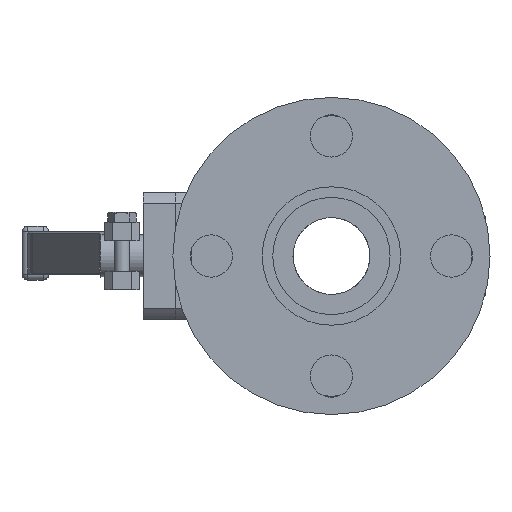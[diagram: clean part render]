
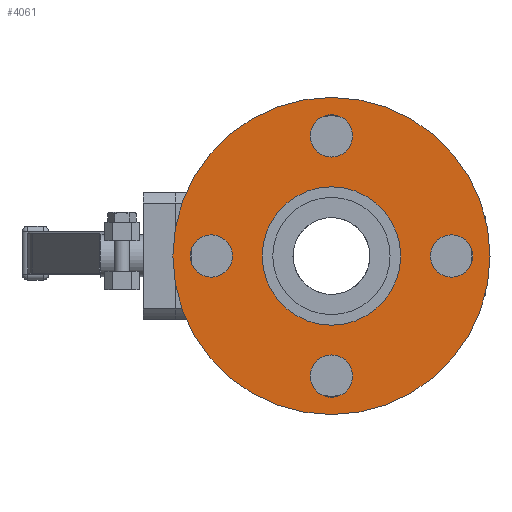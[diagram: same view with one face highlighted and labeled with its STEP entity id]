
A CAD part, left-side view. The second image highlights one B-rep face of the part: STEP entity #4061.
In plain terms, the highlighted planar face has unit normal (-1, 0, 0).
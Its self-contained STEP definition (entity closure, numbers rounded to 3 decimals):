
#4061=ADVANCED_FACE('',(#8405,#8407,#8409,#8411,#8413,#8415),#8417,.T.);
#8405=FACE_BOUND('',#8406,.T.);
#8406=EDGE_LOOP('',(#11444));
#8407=FACE_BOUND('',#8408,.T.);
#8408=EDGE_LOOP('',(#11445));
#8409=FACE_BOUND('',#8410,.T.);
#8410=EDGE_LOOP('',(#11446));
#8411=FACE_BOUND('',#8412,.T.);
#8412=EDGE_LOOP('',(#11447));
#8413=FACE_BOUND('',#8414,.T.);
#8414=EDGE_LOOP('',(#11448));
#8415=FACE_BOUND('',#8416,.T.);
#8416=EDGE_LOOP('',(#11449));
#8417=PLANE('',#8418);
#8418=AXIS2_PLACEMENT_3D('',#8419,#8420,#8421);
#8419=CARTESIAN_POINT('',(-40.5,0.,0.));
#8420=DIRECTION('',(-1.,0.,-0.));
#8421=DIRECTION('',(0.,1.,0.));
#11444=ORIENTED_EDGE('',*,*,#12744,.F.);
#11445=ORIENTED_EDGE('',*,*,#12745,.T.);
#11446=ORIENTED_EDGE('',*,*,#12746,.T.);
#11447=ORIENTED_EDGE('',*,*,#12747,.T.);
#11448=ORIENTED_EDGE('',*,*,#12748,.T.);
#11449=ORIENTED_EDGE('',*,*,#12749,.T.);
#12744=EDGE_CURVE('',#13595,#13595,#13596,.T.);
#12745=EDGE_CURVE('',#13597,#13597,#13598,.F.);
#12746=EDGE_CURVE('',#13599,#13599,#13600,.F.);
#12747=EDGE_CURVE('',#13601,#13601,#13602,.F.);
#12748=EDGE_CURVE('',#13603,#13603,#13604,.F.);
#12749=EDGE_CURVE('',#13605,#13605,#13606,.T.);
#13595=VERTEX_POINT('',#16869);
#13596=CIRCLE('',#16870,82.5);
#13597=VERTEX_POINT('',#16874);
#13598=CIRCLE('',#16875,11.);
#13599=VERTEX_POINT('',#16879);
#13600=CIRCLE('',#16880,11.);
#13601=VERTEX_POINT('',#16884);
#13602=CIRCLE('',#16885,11.);
#13603=VERTEX_POINT('',#16889);
#13604=CIRCLE('',#16890,11.);
#13605=VERTEX_POINT('',#16894);
#13606=CIRCLE('',#16895,36.);
#16869=CARTESIAN_POINT('',(-40.5,82.5,0.));
#16870=AXIS2_PLACEMENT_3D('',#16871,#16872,#16873);
#16871=CARTESIAN_POINT('',(-40.5,0.,0.));
#16872=DIRECTION('',(1.,0.,0.));
#16873=DIRECTION('',(0.,1.,0.));
#16874=CARTESIAN_POINT('',(-40.5,11.,-62.5));
#16875=AXIS2_PLACEMENT_3D('',#16876,#16877,#16878);
#16876=CARTESIAN_POINT('',(-40.5,0.,-62.5));
#16877=DIRECTION('',(-1.,0.,-0.));
#16878=DIRECTION('',(0.,1.,0.));
#16879=CARTESIAN_POINT('',(-40.5,62.5,11.));
#16880=AXIS2_PLACEMENT_3D('',#16881,#16882,#16883);
#16881=CARTESIAN_POINT('',(-40.5,62.5,0.));
#16882=DIRECTION('',(-1.,0.,-0.));
#16883=DIRECTION('',(0.,0.,1.));
#16884=CARTESIAN_POINT('',(-40.5,-11.,62.5));
#16885=AXIS2_PLACEMENT_3D('',#16886,#16887,#16888);
#16886=CARTESIAN_POINT('',(-40.5,0.,62.5));
#16887=DIRECTION('',(-1.,0.,-0.));
#16888=DIRECTION('',(0.,-1.,0.));
#16889=CARTESIAN_POINT('',(-40.5,-62.5,-11.));
#16890=AXIS2_PLACEMENT_3D('',#16891,#16892,#16893);
#16891=CARTESIAN_POINT('',(-40.5,-62.5,0.));
#16892=DIRECTION('',(-1.,0.,-0.));
#16893=DIRECTION('',(0.,0.,-1.));
#16894=CARTESIAN_POINT('',(-40.5,36.,0.));
#16895=AXIS2_PLACEMENT_3D('',#16896,#16897,#16898);
#16896=CARTESIAN_POINT('',(-40.5,0.,0.));
#16897=DIRECTION('',(1.,0.,0.));
#16898=DIRECTION('',(0.,1.,0.));
